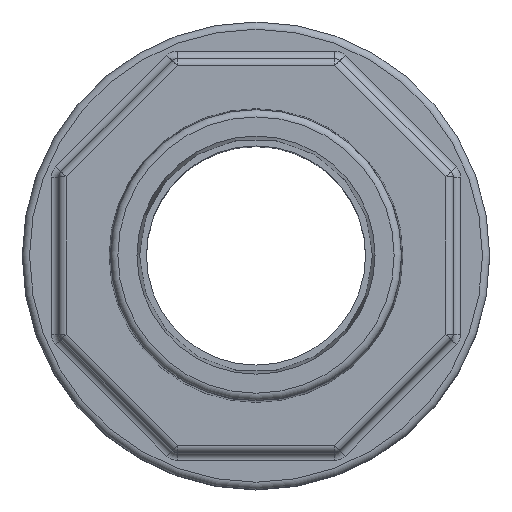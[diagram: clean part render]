
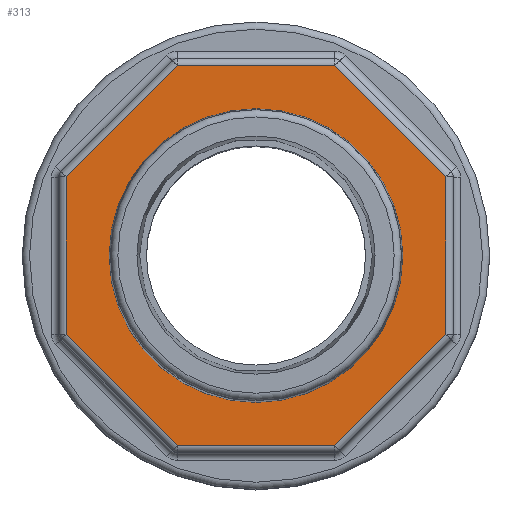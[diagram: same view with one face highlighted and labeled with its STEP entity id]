
A CAD part, top view. The second image highlights one B-rep face of the part: STEP entity #313.
In plain terms, the highlighted planar face has unit normal (0, 0, 1).
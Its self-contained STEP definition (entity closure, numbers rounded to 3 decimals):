
#313=ADVANCED_FACE('',(#490,#491),#449,.T.);
#449=PLANE('',#2061);
#490=FACE_BOUND('',#559,.T.);
#491=FACE_BOUND('',#560,.T.);
#559=EDGE_LOOP('',(#904,#905,#906,#907,#908,#909,#910,#911));
#560=EDGE_LOOP('',(#912));
#736=CIRCLE('',#2054,10.05);
#904=ORIENTED_EDGE('',*,*,#1601,.T.);
#905=ORIENTED_EDGE('',*,*,#1602,.T.);
#906=ORIENTED_EDGE('',*,*,#1603,.T.);
#907=ORIENTED_EDGE('',*,*,#1604,.T.);
#908=ORIENTED_EDGE('',*,*,#1605,.T.);
#909=ORIENTED_EDGE('',*,*,#1606,.T.);
#910=ORIENTED_EDGE('',*,*,#1607,.T.);
#911=ORIENTED_EDGE('',*,*,#1608,.T.);
#912=ORIENTED_EDGE('',*,*,#1594,.T.);
#1432=VERTEX_POINT('',#3561);
#1438=VERTEX_POINT('',#3583);
#1439=VERTEX_POINT('',#3584);
#1440=VERTEX_POINT('',#3586);
#1441=VERTEX_POINT('',#3588);
#1442=VERTEX_POINT('',#3590);
#1443=VERTEX_POINT('',#3592);
#1444=VERTEX_POINT('',#3594);
#1445=VERTEX_POINT('',#3596);
#1594=EDGE_CURVE('',#1432,#1432,#736,.T.);
#1601=EDGE_CURVE('',#1438,#1439,#1845,.T.);
#1602=EDGE_CURVE('',#1439,#1440,#1846,.T.);
#1603=EDGE_CURVE('',#1440,#1441,#1847,.T.);
#1604=EDGE_CURVE('',#1441,#1442,#1848,.T.);
#1605=EDGE_CURVE('',#1442,#1443,#1849,.T.);
#1606=EDGE_CURVE('',#1443,#1444,#1850,.T.);
#1607=EDGE_CURVE('',#1444,#1445,#1851,.T.);
#1608=EDGE_CURVE('',#1445,#1438,#1852,.T.);
#1845=LINE('',#3582,#1944);
#1846=LINE('',#3585,#1945);
#1847=LINE('',#3587,#1946);
#1848=LINE('',#3589,#1947);
#1849=LINE('',#3591,#1948);
#1850=LINE('',#3593,#1949);
#1851=LINE('',#3595,#1950);
#1852=LINE('',#3597,#1951);
#1944=VECTOR('',#2384,1.);
#1945=VECTOR('',#2385,1.);
#1946=VECTOR('',#2386,1.);
#1947=VECTOR('',#2387,1.);
#1948=VECTOR('',#2388,1.);
#1949=VECTOR('',#2389,1.);
#1950=VECTOR('',#2390,1.);
#1951=VECTOR('',#2391,1.);
#2054=AXIS2_PLACEMENT_3D('',#3560,#2369,#2370);
#2061=AXIS2_PLACEMENT_3D('',#3598,#2392,#2393);
#2369=DIRECTION('',(0.,0.,-1.));
#2370=DIRECTION('',(1.,0.,0.));
#2384=DIRECTION('',(-0.707,0.707,0.));
#2385=DIRECTION('',(-1.,0.,0.));
#2386=DIRECTION('',(-0.707,-0.707,0.));
#2387=DIRECTION('',(0.,-1.,0.));
#2388=DIRECTION('',(0.707,-0.707,0.));
#2389=DIRECTION('',(1.,0.,0.));
#2390=DIRECTION('',(0.707,0.707,0.));
#2391=DIRECTION('',(0.,1.,0.));
#2392=DIRECTION('',(0.,0.,1.));
#2393=DIRECTION('',(1.,0.,0.));
#3560=CARTESIAN_POINT('',(0.,0.,44.));
#3561=CARTESIAN_POINT('',(10.05,0.,44.));
#3582=CARTESIAN_POINT('',(5.385,13.,44.));
#3583=CARTESIAN_POINT('',(13.,5.385,44.));
#3584=CARTESIAN_POINT('',(5.385,13.,44.));
#3585=CARTESIAN_POINT('',(-5.385,13.,44.));
#3586=CARTESIAN_POINT('',(-5.385,13.,44.));
#3587=CARTESIAN_POINT('',(-13.,5.385,44.));
#3588=CARTESIAN_POINT('',(-13.,5.385,44.));
#3589=CARTESIAN_POINT('',(-13.,-5.385,44.));
#3590=CARTESIAN_POINT('',(-13.,-5.385,44.));
#3591=CARTESIAN_POINT('',(-5.385,-13.,44.));
#3592=CARTESIAN_POINT('',(-5.385,-13.,44.));
#3593=CARTESIAN_POINT('',(5.385,-13.,44.));
#3594=CARTESIAN_POINT('',(5.385,-13.,44.));
#3595=CARTESIAN_POINT('',(13.,-5.385,44.));
#3596=CARTESIAN_POINT('',(13.,-5.385,44.));
#3597=CARTESIAN_POINT('',(13.,5.385,44.));
#3598=CARTESIAN_POINT('',(0.,0.,44.));
